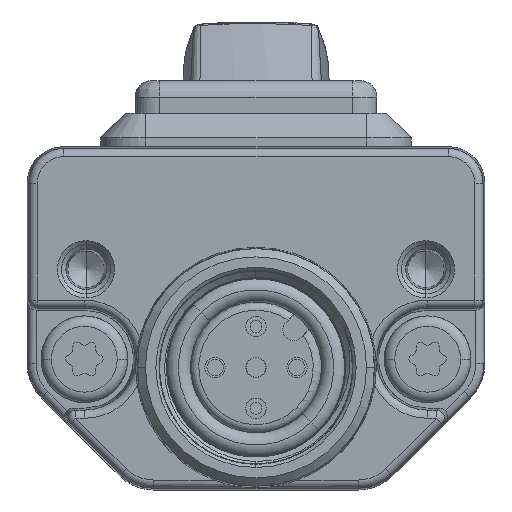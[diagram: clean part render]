
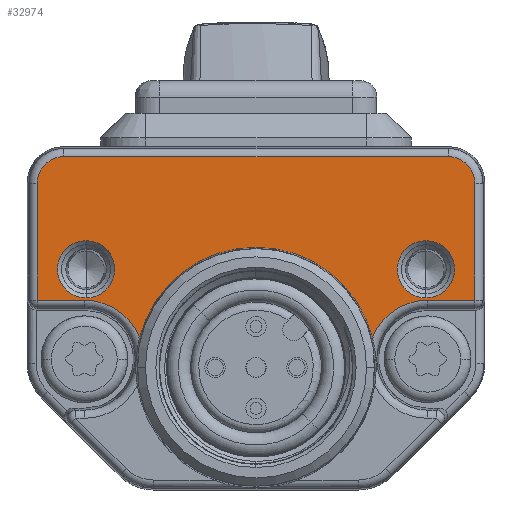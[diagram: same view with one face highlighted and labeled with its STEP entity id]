
A CAD part, left-side view. The second image highlights one B-rep face of the part: STEP entity #32974.
In plain terms, the highlighted face is planar.
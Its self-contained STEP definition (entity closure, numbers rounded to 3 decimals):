
#27933=CARTESIAN_POINT('',(13.,13.5,10.392));
#27934=DIRECTION('',(-1.,0.,0.));
#27935=DIRECTION('',(0.,1.,0.));
#27936=AXIS2_PLACEMENT_3D('',#27933,#27934,#27935);
#27938=CARTESIAN_POINT('',(13.,13.5,10.392));
#27939=DIRECTION('',(-1.,0.,0.));
#27940=DIRECTION('',(0.,-1.,0.));
#27941=AXIS2_PLACEMENT_3D('',#27938,#27939,#27940);
#27943=CARTESIAN_POINT('',(13.,13.5,-10.392));
#27944=DIRECTION('',(-1.,0.,0.));
#27945=DIRECTION('',(0.,-1.,0.));
#27946=AXIS2_PLACEMENT_3D('',#27943,#27944,#27945);
#27948=CARTESIAN_POINT('',(13.,13.5,-10.392));
#27949=DIRECTION('',(-1.,0.,0.));
#27950=DIRECTION('',(0.,1.,0.));
#27951=AXIS2_PLACEMENT_3D('',#27948,#27949,#27950);
#27953=CARTESIAN_POINT('',(13.,8.,-10.5));
#27954=DIRECTION('',(-1.,0.,0.));
#27955=DIRECTION('',(0.,0.359,0.933));
#27956=AXIS2_PLACEMENT_3D('',#27953,#27954,#27955);
#27958=CARTESIAN_POINT('',(13.,7.5,0.));
#27959=DIRECTION('',(1.,0.,0.));
#27960=DIRECTION('',(0.,0.244,-0.97));
#27961=AXIS2_PLACEMENT_3D('',#27958,#27959,#27960);
#27963=CARTESIAN_POINT('',(13.,8.,10.5));
#27964=DIRECTION('',(-1.,0.,0.));
#27965=DIRECTION('',(0.,1.,0.));
#27966=AXIS2_PLACEMENT_3D('',#27963,#27964,#27965);
#27968=DIRECTION('',(0.,0.,-1.));
#27969=VECTOR('',#27968,2.891);
#27970=CARTESIAN_POINT('',(13.,11.614,13.391));
#27971=LINE('',#27970,#27969);
#27972=DIRECTION('',(0.,-1.,0.));
#27973=VECTOR('',#27972,7.136);
#27974=CARTESIAN_POINT('',(13.,18.75,13.391));
#27975=LINE('',#27974,#27973);
#27976=CARTESIAN_POINT('',(13.,18.75,11.75));
#27977=DIRECTION('',(1.,0.,0.));
#27978=DIRECTION('',(0.,1.,0.));
#27979=AXIS2_PLACEMENT_3D('',#27976,#27977,#27978);
#27981=DIRECTION('',(0.,0.,1.));
#27982=VECTOR('',#27981,23.5);
#27983=CARTESIAN_POINT('',(13.,20.391,-11.75));
#27984=LINE('',#27983,#27982);
#27985=CARTESIAN_POINT('',(13.,18.75,-11.75));
#27986=DIRECTION('',(1.,0.,0.));
#27987=DIRECTION('',(0.,0.,-1.));
#27988=AXIS2_PLACEMENT_3D('',#27985,#27986,#27987);
#27990=DIRECTION('',(0.,1.,0.));
#27991=VECTOR('',#27990,7.136);
#27992=CARTESIAN_POINT('',(13.,11.614,-13.391));
#27993=LINE('',#27992,#27991);
#27994=DIRECTION('',(0.,0.,-1.));
#27995=VECTOR('',#27994,2.891);
#27996=CARTESIAN_POINT('',(13.,11.614,-10.5));
#27997=LINE('',#27996,#27995);
#28174=CARTESIAN_POINT('',(13.,9.297,-7.127));
#28242=CARTESIAN_POINT('',(13.,9.297,7.127));
#32252=VERTEX_POINT('',#28174);
#32253=VERTEX_POINT('',#28242);
#32318=CARTESIAN_POINT('',(13.,20.391,11.75));
#32319=CARTESIAN_POINT('',(13.,18.75,13.391));
#32320=VERTEX_POINT('',#32318);
#32321=VERTEX_POINT('',#32319);
#32326=CARTESIAN_POINT('',(13.,20.391,-11.75));
#32327=VERTEX_POINT('',#32326);
#32330=CARTESIAN_POINT('',(13.,18.75,-13.391));
#32331=VERTEX_POINT('',#32330);
#32358=CARTESIAN_POINT('',(13.,15.25,10.392));
#32359=CARTESIAN_POINT('',(13.,11.75,10.392));
#32360=VERTEX_POINT('',#32358);
#32361=VERTEX_POINT('',#32359);
#32362=CARTESIAN_POINT('',(13.,11.75,-10.392));
#32363=CARTESIAN_POINT('',(13.,15.25,-10.392));
#32364=VERTEX_POINT('',#32362);
#32365=VERTEX_POINT('',#32363);
#32366=CARTESIAN_POINT('',(13.,11.614,-10.5));
#32367=VERTEX_POINT('',#32366);
#32368=CARTESIAN_POINT('',(13.,11.614,-13.391));
#32369=VERTEX_POINT('',#32368);
#32404=CARTESIAN_POINT('',(13.,11.614,10.5));
#32405=VERTEX_POINT('',#32404);
#32406=CARTESIAN_POINT('',(13.,11.614,13.391));
#32407=VERTEX_POINT('',#32406);
#32935=CARTESIAN_POINT('',(13.,0.,0.));
#32936=DIRECTION('',(1.,0.,0.));
#32937=DIRECTION('',(0.,0.,-1.));
#32938=AXIS2_PLACEMENT_3D('',#32935,#32936,#32937);
#32939=PLANE('',#32938);
#32941=ORIENTED_EDGE('',*,*,#32940,.F.);
#32943=ORIENTED_EDGE('',*,*,#32942,.T.);
#32945=ORIENTED_EDGE('',*,*,#32944,.F.);
#32947=ORIENTED_EDGE('',*,*,#32946,.F.);
#32949=ORIENTED_EDGE('',*,*,#32948,.F.);
#32951=ORIENTED_EDGE('',*,*,#32950,.F.);
#32953=ORIENTED_EDGE('',*,*,#32952,.F.);
#32955=ORIENTED_EDGE('',*,*,#32954,.F.);
#32957=ORIENTED_EDGE('',*,*,#32956,.F.);
#32959=ORIENTED_EDGE('',*,*,#32958,.F.);
#32960=EDGE_LOOP('',(#32941,#32943,#32945,#32947,#32949,#32951,#32953,#32955,
#32957,#32959));
#32961=FACE_OUTER_BOUND('',#32960,.F.);
#32963=ORIENTED_EDGE('',*,*,#32962,.F.);
#32965=ORIENTED_EDGE('',*,*,#32964,.F.);
#32966=EDGE_LOOP('',(#32963,#32965));
#32967=FACE_BOUND('',#32966,.F.);
#32969=ORIENTED_EDGE('',*,*,#32968,.F.);
#32971=ORIENTED_EDGE('',*,*,#32970,.F.);
#32972=EDGE_LOOP('',(#32969,#32971));
#32973=FACE_BOUND('',#32972,.F.);
#32974=ADVANCED_FACE('',(#32961,#32967,#32973),#32939,.T.);
#27937=CIRCLE('',#27936,1.75);
#27942=CIRCLE('',#27941,1.75);
#27947=CIRCLE('',#27946,1.75);
#27952=CIRCLE('',#27951,1.75);
#27957=CIRCLE('',#27956,3.614);
#27962=CIRCLE('',#27961,7.35);
#27967=CIRCLE('',#27966,3.614);
#27980=CIRCLE('',#27979,1.641);
#27989=CIRCLE('',#27988,1.641);
#32940=EDGE_CURVE('',#32252,#32367,#27957,.T.);
#32942=EDGE_CURVE('',#32252,#32253,#27962,.T.);
#32944=EDGE_CURVE('',#32405,#32253,#27967,.T.);
#32946=EDGE_CURVE('',#32407,#32405,#27971,.T.);
#32948=EDGE_CURVE('',#32321,#32407,#27975,.T.);
#32950=EDGE_CURVE('',#32320,#32321,#27980,.T.);
#32952=EDGE_CURVE('',#32327,#32320,#27984,.T.);
#32954=EDGE_CURVE('',#32331,#32327,#27989,.T.);
#32956=EDGE_CURVE('',#32369,#32331,#27993,.T.);
#32958=EDGE_CURVE('',#32367,#32369,#27997,.T.);
#32962=EDGE_CURVE('',#32360,#32361,#27937,.T.);
#32964=EDGE_CURVE('',#32361,#32360,#27942,.T.);
#32968=EDGE_CURVE('',#32364,#32365,#27947,.T.);
#32970=EDGE_CURVE('',#32365,#32364,#27952,.T.);
